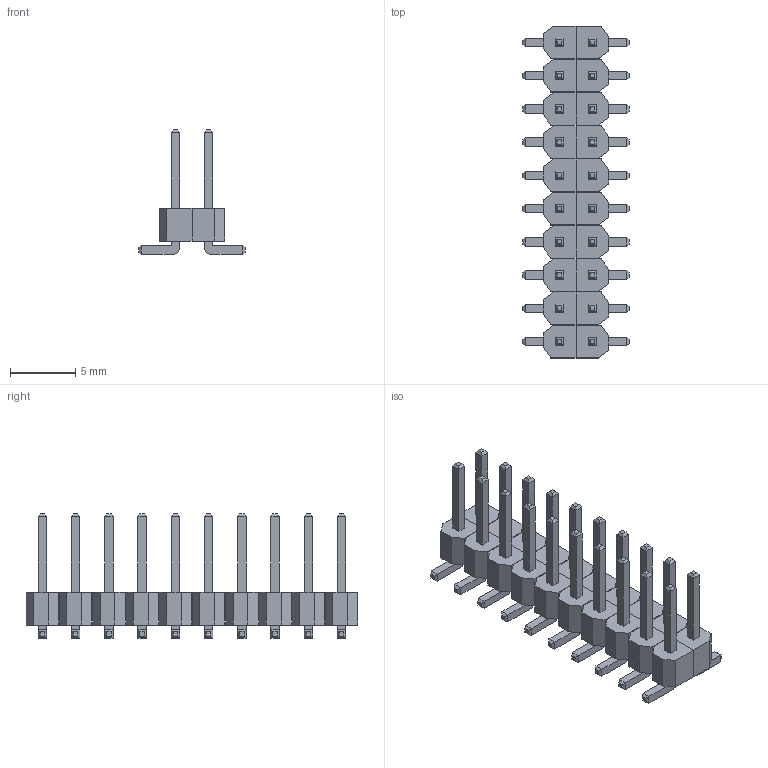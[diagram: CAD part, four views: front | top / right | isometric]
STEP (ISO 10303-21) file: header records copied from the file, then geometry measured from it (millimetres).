
FILE_DESCRIPTION (( 'STEP AP214' ), '1' );
FILE_NAME ('PLD-20S.STEP', '2022-04-20T11:26:19', ( '' ), ( '' ), 'SwSTEP 2.0', 'SolidWorks 2019', '' );
FILE_SCHEMA (( 'AUTOMOTIVE_DESIGN' ));
Length unit declared in the file: millimetre
Products named in the file (1): PLD-20S
Bounding box: 8.14 x 25.36 x 9.5 mm (x, y, z)
Volume: 365.1 mm3; surface area: 1161.3 mm2
Topology: 20 solids, 20 shells, 580 faces, 1340 edges, 840 vertices
Faces by surface type: plane 560, cylinder 20
Entity records: 22489 total; most frequent: CARTESIAN_POINT 2761, ORIENTED_EDGE 2680, DIRECTION 2542, EDGE_CURVE 1340, LINE 1300, VECTOR 1300, VERTEX_POINT 840, AXIS2_PLACEMENT_3D 621
